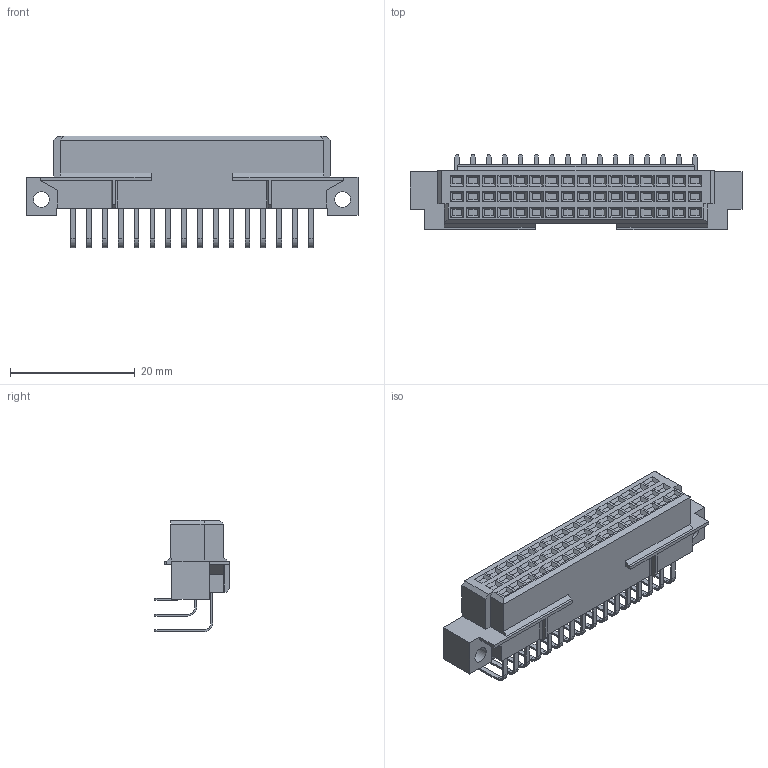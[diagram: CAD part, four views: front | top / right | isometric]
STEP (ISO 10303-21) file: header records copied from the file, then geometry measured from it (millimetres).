
FILE_DESCRIPTION(/* description */ (''),/* implementation_level */ '2;1');
FILE_NAME(/* name */ '100695436ugm000_a.stp',/* time_stamp */ '2016-10-25T10:54:47+02:00',/* author */ (''),/* organization */ (''),/* preprocessor_version */ 'ST-DEVELOPER v16',/* originating_system */ 'SIEMENS PLM Software NX 10.0',/* authorisation */ '');
FILE_SCHEMA (('AUTOMOTIVE_DESIGN { 1 0 10303 214 3 1 1 1 }'));
Length unit declared in the file: millimetre
Products named in the file (1): 100695436ugm000_a
Bounding box: 53.2 x 12.11 x 17.9 mm (x, y, z)
Volume: 4609.4 mm3; surface area: 3486.2 mm2
Topology: 1 solids, 1 shells, 834 faces, 2202 edges, 1466 vertices
Faces by surface type: plane 686, cylinder 148
Full cylindrical faces by diameter (mm): 2.55 x2
Entity records: 31366 total; most frequent: CARTESIAN_POINT 4497, ORIENTED_EDGE 4396, DIRECTION 4164, EDGE_CURVE 2198, LINE 1902, VECTOR 1902, VERTEX_POINT 1464, AXIS2_PLACEMENT_3D 1131
